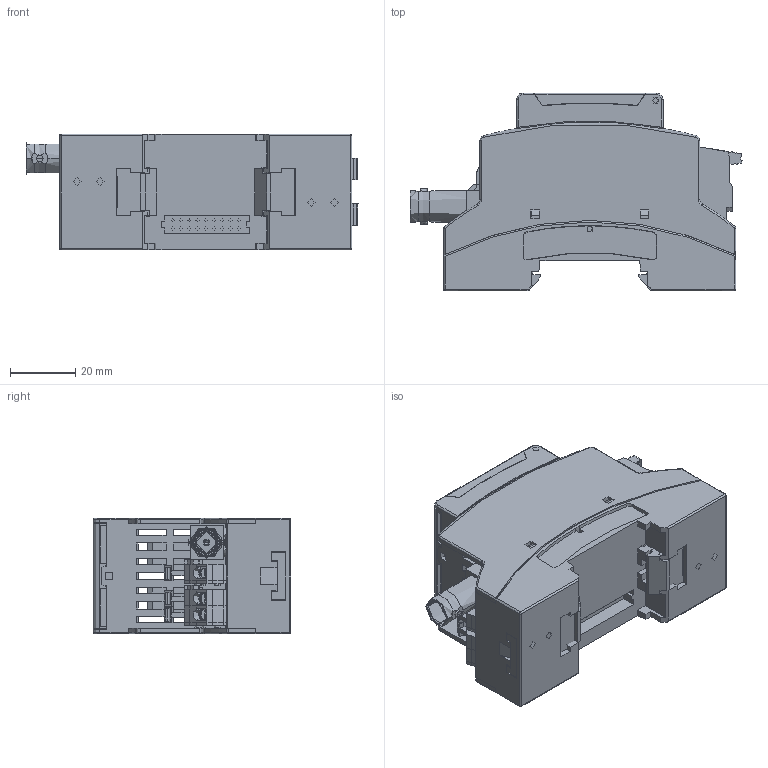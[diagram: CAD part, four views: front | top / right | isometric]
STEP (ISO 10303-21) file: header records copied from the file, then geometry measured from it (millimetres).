
FILE_DESCRIPTION(/* description */ (''),/* implementation_level */ '2;1');
FILE_NAME(/* name */ 'Entube DE-HB-S-BNC.stp',/* time_stamp */ '2019-02-22T02:02:13+02:00',/* author */ ('GG'),/* organization */ (''),/* preprocessor_version */ 'ST-DEVELOPER v16.13',/* originating_system */ 'Autodesk Inventor 2018',/* authorisation */ '');
FILE_SCHEMA (('AUTOMOTIVE_DESIGN { 1 0 10303 214 3 1 1 }'));
Products named in the file (27): Entube DE-HB-S-BNC; 2896254; BC_35.6_GEH-UT_HBUS_H.Select; Fussriegel_14.4_L30_Sperr_H.Select.1; 2896047; BC_35.6_GEH-OT_U22_H.Select; BC_35.6_DKL_R_H.Select DE-HB; Board_Entube_DE-HB_PCB; STEP-691414720006B; Solid1_2; Solid3_2; Solid4_2; Solid7_2; Solid8_2; Solid6_2; Solid9_2; 1792096 Red; PLH_5_1-7.5 - Red; 1792096 Black; PLH_5_1-7.5; STEP-691414720003B-rev1green; Solid1_5; Solid10; Solid11; Solid12; Solid13; 112778_3d_model
Assembly tree (29 placements, depth 3):
  Entube DE-HB-S-BNC
    2896254
      BC_35.6_GEH-UT_HBUS_H.Select
      Fussriegel_14.4_L30_Sperr_H.Select.1  x2
    2896047
      BC_35.6_GEH-OT_U22_H.Select
    BC_35.6_DKL_R_H.Select DE-HB
    Board_Entube_DE-HB_PCB
    STEP-691414720006B
      Solid1_2
      Solid3_2
      Solid4_2
      Solid7_2
      Solid8_2
      Solid6_2  x2
      Solid9_2  x2
    1792096 Red
      PLH_5_1-7.5 - Red
    1792096 Black
      PLH_5_1-7.5
    STEP-691414720003B-rev1green
      Solid1_5
      Solid10
      Solid11
      Solid12
      Solid13
    112778_3d_model
Bounding box: 101.93 x 60.7 x 35.6 mm (x, y, z)
Volume: 46996.2 mm3; surface area: 63914.1 mm2
Topology: 22 solids, 187 shells, 2186 faces, 6514 edges, 4535 vertices
Faces by surface type: plane 1601, cylinder 487, cone 54, torus 22, bspline 14, sphere 8
Full cylindrical faces by diameter (mm): 0.356 x14, 0.381 x14, 0.406 x24, 0.457 x13, 0.508 x13, 0.762 x8, 0.813 x2, 1 x18, 1.067 x6, 1.168 x9, 1.2 x8, 1.25 x8, 1.4 x11, 1.422 x4, 1.524 x4, 1.6 x16, 1.727 x4, 1.778 x1, 2 x4, 2.4 x6, 2.5 x2, 4.2 x2
Entity records: 75097 total; most frequent: CARTESIAN_POINT 16625, DIRECTION 11130, ORIENTED_EDGE 11067, EDGE_CURVE 5919, LINE 4596, VECTOR 4596, VERTEX_POINT 4265, AXIS2_PLACEMENT_3D 3267
